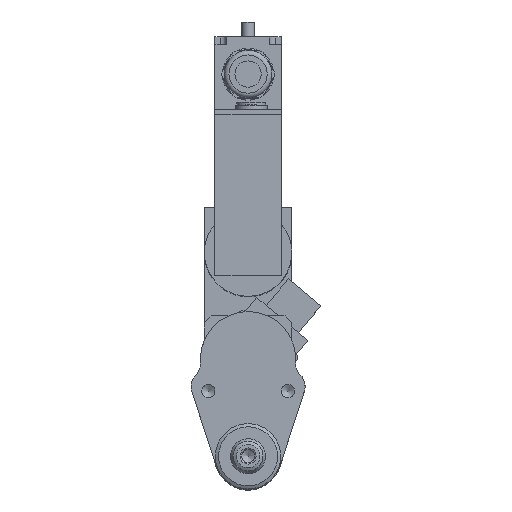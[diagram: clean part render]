
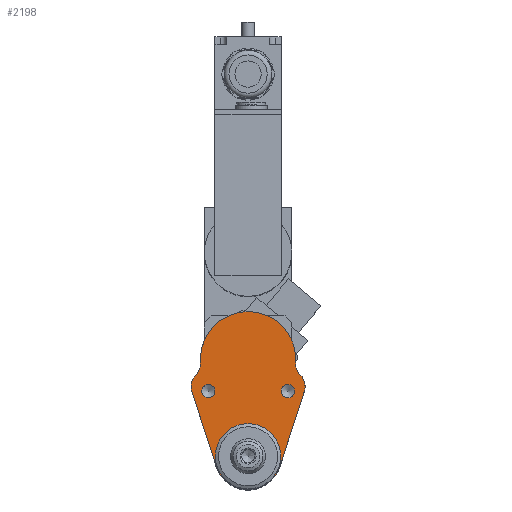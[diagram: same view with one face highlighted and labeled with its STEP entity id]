
A CAD part, top view. The second image highlights one B-rep face of the part: STEP entity #2198.
In plain terms, the highlighted planar face has unit normal (0, 0, 1).
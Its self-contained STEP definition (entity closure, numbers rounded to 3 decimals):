
#255=CARTESIAN_POINT('',(19.963,67.486,126.));
#256=VERTEX_POINT('',#255);
#263=CARTESIAN_POINT('',(35.364,20.087,126.));
#264=VERTEX_POINT('',#263);
#265=CARTESIAN_POINT('',(35.364,20.087,126.));
#266=DIRECTION('',(-0.309,0.951,0.0));
#267=VECTOR('',#266,49.838);
#268=LINE('',#265,#267);
#269=EDGE_CURVE('',#264,#256,#268,.T.);
#294=CARTESIAN_POINT('',(-19.963,67.486,126.));
#295=VERTEX_POINT('',#294);
#302=CARTESIAN_POINT('',(0.0,61.,126.));
#303=DIRECTION('',(0.0,0.0,1.));
#304=DIRECTION('',(-0.951,-0.309,0.0));
#305=AXIS2_PLACEMENT_3D('',#302,#303,#304);
#306=CIRCLE('',#305,20.99);
#307=EDGE_CURVE('',#256,#295,#306,.T.);
#326=CARTESIAN_POINT('',(-35.364,20.087,126.));
#327=VERTEX_POINT('',#326);
#334=CARTESIAN_POINT('',(-19.963,67.486,126.));
#335=DIRECTION('',(-0.309,-0.951,0.0));
#336=VECTOR('',#335,49.838);
#337=LINE('',#334,#336);
#338=EDGE_CURVE('',#295,#327,#337,.T.);
#358=CARTESIAN_POINT('',(-32.877,9.886,126.));
#359=VERTEX_POINT('',#358);
#366=CARTESIAN_POINT('',(-25.863,17.0,126.));
#367=DIRECTION('',(0.0,0.0,1.));
#368=DIRECTION('',(0.951,-0.309,0.0));
#369=AXIS2_PLACEMENT_3D('',#366,#367,#368);
#370=CIRCLE('',#369,9.99);
#371=EDGE_CURVE('',#327,#359,#370,.T.);
#391=CARTESIAN_POINT('',(-29.919,2.068,126.));
#392=VERTEX_POINT('',#391);
#399=CARTESIAN_POINT('',(-39.905,2.759,126.));
#400=DIRECTION('',(0.0,0.0,-1.0));
#401=DIRECTION('',(0.998,-0.069,0.0));
#402=AXIS2_PLACEMENT_3D('',#399,#400,#401);
#403=CIRCLE('',#402,10.01);
#404=EDGE_CURVE('',#359,#392,#403,.T.);
#424=CARTESIAN_POINT('',(29.919,2.068,126.));
#425=VERTEX_POINT('',#424);
#432=CARTESIAN_POINT('',(0.0,0.0,126.));
#433=DIRECTION('',(0.0,0.0,1.));
#434=DIRECTION('',(0.998,-0.069,0.0));
#435=AXIS2_PLACEMENT_3D('',#432,#433,#434);
#436=CIRCLE('',#435,29.99);
#437=EDGE_CURVE('',#392,#425,#436,.T.);
#457=CARTESIAN_POINT('',(32.877,9.886,126.));
#458=VERTEX_POINT('',#457);
#465=CARTESIAN_POINT('',(39.905,2.759,126.));
#466=DIRECTION('',(0.0,0.0,-1.0));
#467=DIRECTION('',(-0.702,0.712,0.0));
#468=AXIS2_PLACEMENT_3D('',#465,#466,#467);
#469=CIRCLE('',#468,10.01);
#470=EDGE_CURVE('',#425,#458,#469,.T.);
#489=CARTESIAN_POINT('',(25.863,17.0,126.));
#490=DIRECTION('',(0.0,0.0,1.0));
#491=DIRECTION('',(-0.702,0.712,0.0));
#492=AXIS2_PLACEMENT_3D('',#489,#490,#491);
#493=CIRCLE('',#492,9.99);
#494=EDGE_CURVE('',#458,#264,#493,.T.);
#1888=CARTESIAN_POINT('',(29.188,20.0,126.));
#1889=VERTEX_POINT('',#1888);
#1890=CARTESIAN_POINT('',(25.0,20.0,126.));
#1891=DIRECTION('',(0.0,0.0,-1.0));
#1892=DIRECTION('',(1.0,0.0,0.0));
#1893=AXIS2_PLACEMENT_3D('',#1890,#1891,#1892);
#1894=CIRCLE('',#1893,4.188);
#1895=EDGE_CURVE('',#1889,#1889,#1894,.T.);
#1967=CARTESIAN_POINT('',(-20.812,20.0,126.));
#1968=VERTEX_POINT('',#1967);
#1969=CARTESIAN_POINT('',(-25.0,20.0,126.));
#1970=DIRECTION('',(0.0,0.0,-1.0));
#1971=DIRECTION('',(1.0,0.0,0.0));
#1972=AXIS2_PLACEMENT_3D('',#1969,#1970,#1971);
#1973=CIRCLE('',#1972,4.188);
#1974=EDGE_CURVE('',#1968,#1968,#1973,.T.);
#2015=CARTESIAN_POINT('',(20.55,61.,126.));
#2016=VERTEX_POINT('',#2015);
#2017=CARTESIAN_POINT('',(0.0,61.,126.));
#2018=DIRECTION('',(0.0,0.0,-1.0));
#2019=DIRECTION('',(-1.0,0.0,0.0));
#2020=AXIS2_PLACEMENT_3D('',#2017,#2018,#2019);
#2021=CIRCLE('',#2020,20.55);
#2022=EDGE_CURVE('',#2016,#2016,#2021,.T.);
#2174=CARTESIAN_POINT('',(0.,61.628,126.));
#2175=DIRECTION('',(0.0,0.0,1.0));
#2176=DIRECTION('',(1.0,0.0,0.0));
#2177=AXIS2_PLACEMENT_3D('',#2174,#2175,#2176);
#2178=PLANE('',#2177);
#2179=ORIENTED_EDGE('',*,*,#269,.T.);
#2180=ORIENTED_EDGE('',*,*,#307,.T.);
#2181=ORIENTED_EDGE('',*,*,#338,.T.);
#2182=ORIENTED_EDGE('',*,*,#371,.T.);
#2183=ORIENTED_EDGE('',*,*,#404,.T.);
#2184=ORIENTED_EDGE('',*,*,#437,.T.);
#2185=ORIENTED_EDGE('',*,*,#470,.T.);
#2186=ORIENTED_EDGE('',*,*,#494,.T.);
#2187=EDGE_LOOP('',(#2179,#2180,#2181,#2182,#2183,#2184,#2185,#2186));
#2188=FACE_OUTER_BOUND('',#2187,.T.);
#2189=ORIENTED_EDGE('',*,*,#1895,.T.);
#2190=EDGE_LOOP('',(#2189));
#2191=FACE_BOUND('',#2190,.T.);
#2192=ORIENTED_EDGE('',*,*,#1974,.T.);
#2193=EDGE_LOOP('',(#2192));
#2194=FACE_BOUND('',#2193,.T.);
#2195=ORIENTED_EDGE('',*,*,#2022,.T.);
#2196=EDGE_LOOP('',(#2195));
#2197=FACE_BOUND('',#2196,.T.);
#2198=ADVANCED_FACE('',(#2188,#2191,#2194,#2197),#2178,.T.);
